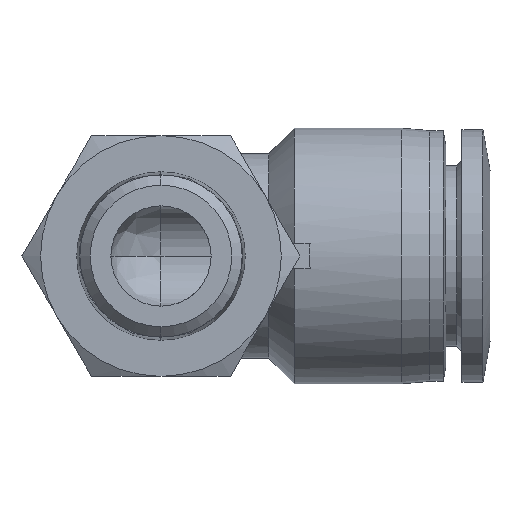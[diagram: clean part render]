
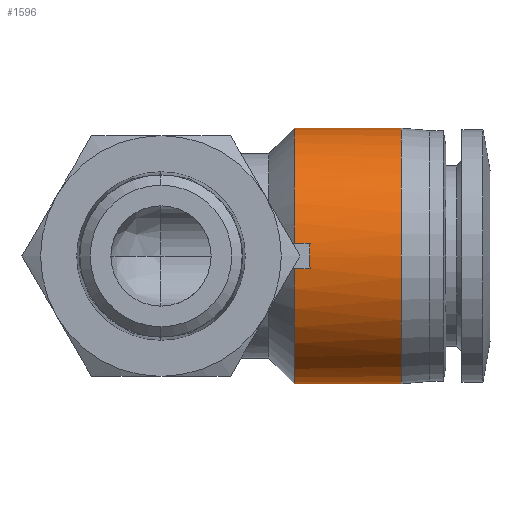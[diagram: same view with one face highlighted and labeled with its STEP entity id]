
A CAD part, front view. The second image highlights one B-rep face of the part: STEP entity #1596.
In plain terms, the highlighted cylindrical face has radius 12.75 mm (diameter 25.5 mm), a partial arc.
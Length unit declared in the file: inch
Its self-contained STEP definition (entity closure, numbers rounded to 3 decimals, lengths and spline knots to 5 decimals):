
#75 = CARTESIAN_POINT ( 'NONE',  ( 0.5851, 0.47683, -0.04921 ) ) ;
#84 = ORIENTED_EDGE ( 'NONE', *, *, #2606, .T. ) ;
#102 = DIRECTION ( 'NONE',  ( 0., 0., -1. ) ) ;
#129 = CARTESIAN_POINT ( 'NONE',  ( 0.94262, 0.97638, -0.50197 ) ) ;
#155 = DIRECTION ( 'NONE',  ( 1., 0., 0. ) ) ;
#161 = CARTESIAN_POINT ( 'NONE',  ( 0.52362, 0.97638, 0. ) ) ;
#179 = ORIENTED_EDGE ( 'NONE', *, *, #3295, .T. ) ;
#187 = CARTESIAN_POINT ( 'NONE',  ( 0.94262, 0.97638, 0. ) ) ;
#206 = CARTESIAN_POINT ( 'NONE',  ( 0.73312, 0.47683, 0.04921 ) ) ;
#286 = CYLINDRICAL_SURFACE ( 'NONE', #665, 0.50197 ) ;
#296 = DIRECTION ( 'NONE',  ( 0., 1., 0. ) ) ;
#301 = CIRCLE ( 'NONE', #1952, 0.50197 ) ;
#313 = EDGE_LOOP ( 'NONE', ( #2944, #2071, #2666, #1766, #84, #2407, #3049, #179 ) ) ;
#352 = AXIS2_PLACEMENT_3D ( 'NONE', #161, #2094, #450 ) ;
#403 = VERTEX_POINT ( 'NONE', #564 ) ;
#450 = DIRECTION ( 'NONE',  ( 0., 1., 0. ) ) ;
#468 = DIRECTION ( 'NONE',  ( 0., 0., -1. ) ) ;
#506 = LINE ( 'NONE', #206, #1528 ) ;
#524 = CARTESIAN_POINT ( 'NONE',  ( 0.48056, 0.47683, -0.04921 ) ) ;
#549 = FACE_OUTER_BOUND ( 'NONE', #313, .T. ) ;
#564 = CARTESIAN_POINT ( 'NONE',  ( 0.52362, 0.97638, -0.50197 ) ) ;
#665 = AXIS2_PLACEMENT_3D ( 'NONE', #2299, #2561, #102 ) ;
#766 = EDGE_CURVE ( 'NONE', #2932, #1688, #2668, .T. ) ;
#767 = EDGE_CURVE ( 'NONE', #2012, #1777, #2355, .T. ) ;
#823 = CARTESIAN_POINT ( 'NONE',  ( 0.52362, 0.97638, 0.50197 ) ) ;
#834 = DIRECTION ( 'NONE',  ( -1., 0., 0. ) ) ;
#885 = CIRCLE ( 'NONE', #3335, 0.50197 ) ;
#992 = VERTEX_POINT ( 'NONE', #129 ) ;
#1049 = CARTESIAN_POINT ( 'NONE',  ( 0.52362, 0.47683, -0.04921 ) ) ;
#1108 = CARTESIAN_POINT ( 'NONE',  ( 0.52362, 0.97638, 0. ) ) ;
#1178 = CARTESIAN_POINT ( 'NONE',  ( 0.5851, 0.47683, 0.04921 ) ) ;
#1186 = VERTEX_POINT ( 'NONE', #1049 ) ;
#1240 = CARTESIAN_POINT ( 'NONE',  ( 0.94262, 0.97638, 0.50197 ) ) ;
#1304 = CARTESIAN_POINT ( 'NONE',  ( 0.73312, 0.97638, 0.50197 ) ) ;
#1405 = EDGE_CURVE ( 'NONE', #403, #1186, #885, .T. ) ;
#1528 = VECTOR ( 'NONE', #2653, 39.37008 ) ;
#1596 = ADVANCED_FACE ( 'NONE', ( #549 ), #286, .T. ) ;
#1644 = DIRECTION ( 'NONE',  ( -1., 0., 0. ) ) ;
#1688 = VERTEX_POINT ( 'NONE', #1178 ) ;
#1766 = ORIENTED_EDGE ( 'NONE', *, *, #766, .F. ) ;
#1777 = VERTEX_POINT ( 'NONE', #1240 ) ;
#1785 = EDGE_CURVE ( 'NONE', #1956, #2012, #1996, .T. ) ;
#1952 = AXIS2_PLACEMENT_3D ( 'NONE', #187, #2122, #468 ) ;
#1956 = VERTEX_POINT ( 'NONE', #3478 ) ;
#1996 = CIRCLE ( 'NONE', #352, 0.50197 ) ;
#2012 = VERTEX_POINT ( 'NONE', #823 ) ;
#2071 = ORIENTED_EDGE ( 'NONE', *, *, #1785, .F. ) ;
#2094 = DIRECTION ( 'NONE',  ( -1., 0., 0. ) ) ;
#2122 = DIRECTION ( 'NONE',  ( -1., 0., 0. ) ) ;
#2202 = DIRECTION ( 'NONE',  ( 1., 0., 0. ) ) ;
#2299 = CARTESIAN_POINT ( 'NONE',  ( 0.73312, 0.97638, 0. ) ) ;
#2355 = LINE ( 'NONE', #1304, #2397 ) ;
#2397 = VECTOR ( 'NONE', #155, 39.37008 ) ;
#2407 = ORIENTED_EDGE ( 'NONE', *, *, #1405, .F. ) ;
#2474 = CARTESIAN_POINT ( 'NONE',  ( 0.73312, 0.97638, -0.50197 ) ) ;
#2485 = CARTESIAN_POINT ( 'NONE',  ( 0.5851, 0.47683, 0.04921 ) ) ;
#2501 = EDGE_CURVE ( 'NONE', #1956, #1688, #506, .T. ) ;
#2561 = DIRECTION ( 'NONE',  ( 1., 0., 0. ) ) ;
#2597 = LINE ( 'NONE', #524, #2758 ) ;
#2606 = EDGE_CURVE ( 'NONE', #2932, #1186, #2597, .T. ) ;
#2636 = CARTESIAN_POINT ( 'NONE',  ( 0.58187, 0.4736, 0.01646 ) ) ;
#2653 = DIRECTION ( 'NONE',  ( 1., 0., 0. ) ) ;
#2656 = VECTOR ( 'NONE', #2202, 39.37008 ) ;
#2666 = ORIENTED_EDGE ( 'NONE', *, *, #2501, .T. ) ;
#2668 =( BOUNDED_CURVE ( )  B_SPLINE_CURVE ( 3, ( #75, #2726, #2636, #2485 ),
 .UNSPECIFIED., .F., .F. ) 
 B_SPLINE_CURVE_WITH_KNOTS ( ( 4, 4 ),
 ( 3.0434, 3.23979 ),
 .UNSPECIFIED. ) 
 CURVE ( )  GEOMETRIC_REPRESENTATION_ITEM ( )  RATIONAL_B_SPLINE_CURVE ( ( 1., 0.997, 0.997, 1. ) ) 
 REPRESENTATION_ITEM ( '' )  );
#2726 = CARTESIAN_POINT ( 'NONE',  ( 0.58187, 0.4736, -0.01646 ) ) ;
#2731 = LINE ( 'NONE', #2474, #2656 ) ;
#2758 = VECTOR ( 'NONE', #1644, 39.37008 ) ;
#2932 = VERTEX_POINT ( 'NONE', #3405 ) ;
#2944 = ORIENTED_EDGE ( 'NONE', *, *, #767, .F. ) ;
#3049 = ORIENTED_EDGE ( 'NONE', *, *, #3471, .T. ) ;
#3295 = EDGE_CURVE ( 'NONE', #992, #1777, #301, .T. ) ;
#3335 = AXIS2_PLACEMENT_3D ( 'NONE', #1108, #834, #296 ) ;
#3405 = CARTESIAN_POINT ( 'NONE',  ( 0.5851, 0.47683, -0.04921 ) ) ;
#3471 = EDGE_CURVE ( 'NONE', #403, #992, #2731, .T. ) ;
#3478 = CARTESIAN_POINT ( 'NONE',  ( 0.52362, 0.47683, 0.04921 ) ) ;
